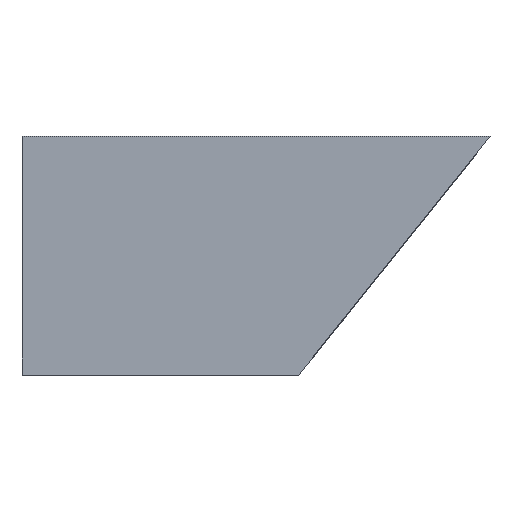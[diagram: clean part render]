
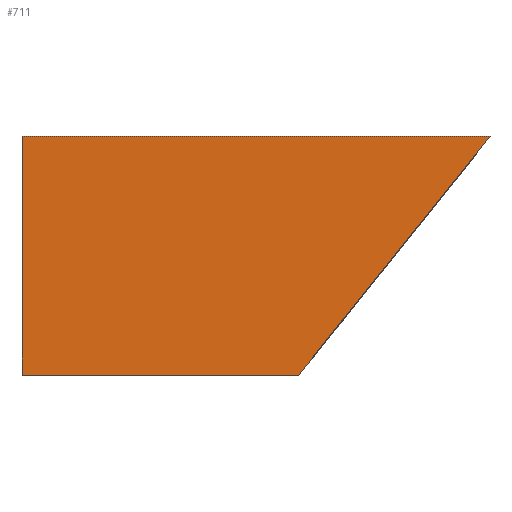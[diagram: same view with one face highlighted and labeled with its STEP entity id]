
A CAD part, top view. The second image highlights one B-rep face of the part: STEP entity #711.
In plain terms, the highlighted planar face has unit normal (0, 0, 1).
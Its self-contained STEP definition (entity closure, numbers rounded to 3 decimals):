
#10 = DIRECTION ( 'NONE',  ( -1., 0., 0. ) ) ;
#19 = LINE ( 'NONE', #340, #634 ) ;
#27 = ORIENTED_EDGE ( 'NONE', *, *, #677, .T. ) ;
#38 = VECTOR ( 'NONE', #10, 1000. ) ;
#107 = CARTESIAN_POINT ( 'NONE',  ( 16.16, -36., 20. ) ) ;
#125 = CARTESIAN_POINT ( 'NONE',  ( -20., -4.8, 20. ) ) ;
#145 = VECTOR ( 'NONE', #570, 1000. ) ;
#158 = DIRECTION ( 'NONE',  ( 0.626, 0.78, 0. ) ) ;
#162 = PLANE ( 'NONE',  #572 ) ;
#194 = ORIENTED_EDGE ( 'NONE', *, *, #633, .T. ) ;
#209 = LINE ( 'NONE', #678, #265 ) ;
#215 = EDGE_CURVE ( 'NONE', #663, #728, #227, .T. ) ;
#227 = LINE ( 'NONE', #125, #38 ) ;
#265 = VECTOR ( 'NONE', #621, 1000. ) ;
#269 = CARTESIAN_POINT ( 'NONE',  ( -20., -36., 20. ) ) ;
#275 = ORIENTED_EDGE ( 'NONE', *, *, #695, .T. ) ;
#333 = CARTESIAN_POINT ( 'NONE',  ( 41.191, -4.8, 20. ) ) ;
#340 = CARTESIAN_POINT ( 'NONE',  ( 41.191, -4.8, 20. ) ) ;
#387 = VERTEX_POINT ( 'NONE', #431 ) ;
#424 = LINE ( 'NONE', #107, #145 ) ;
#431 = CARTESIAN_POINT ( 'NONE',  ( 16.16, -36., 20. ) ) ;
#455 = EDGE_LOOP ( 'NONE', ( #194, #27, #275, #537 ) ) ;
#521 = DIRECTION ( 'NONE',  ( -1., 0., 0. ) ) ;
#526 = VERTEX_POINT ( 'NONE', #269 ) ;
#537 = ORIENTED_EDGE ( 'NONE', *, *, #215, .T. ) ;
#570 = DIRECTION ( 'NONE',  ( 1., 0., 0. ) ) ;
#571 = DIRECTION ( 'NONE',  ( 0., 0., -1. ) ) ;
#572 = AXIS2_PLACEMENT_3D ( 'NONE', #744, #571, #521 ) ;
#578 = CARTESIAN_POINT ( 'NONE',  ( -20., -4.8, 20. ) ) ;
#592 = FACE_OUTER_BOUND ( 'NONE', #455, .T. ) ;
#621 = DIRECTION ( 'NONE',  ( 0., -1., 0. ) ) ;
#633 = EDGE_CURVE ( 'NONE', #728, #526, #209, .T. ) ;
#634 = VECTOR ( 'NONE', #158, 1000. ) ;
#663 = VERTEX_POINT ( 'NONE', #333 ) ;
#677 = EDGE_CURVE ( 'NONE', #526, #387, #424, .T. ) ;
#678 = CARTESIAN_POINT ( 'NONE',  ( -20., -4.8, 20. ) ) ;
#695 = EDGE_CURVE ( 'NONE', #387, #663, #19, .T. ) ;
#711 = ADVANCED_FACE ( 'NONE', ( #592 ), #162, .F. ) ;
#728 = VERTEX_POINT ( 'NONE', #578 ) ;
#744 = CARTESIAN_POINT ( 'NONE',  ( 0., 0., 20. ) ) ;
